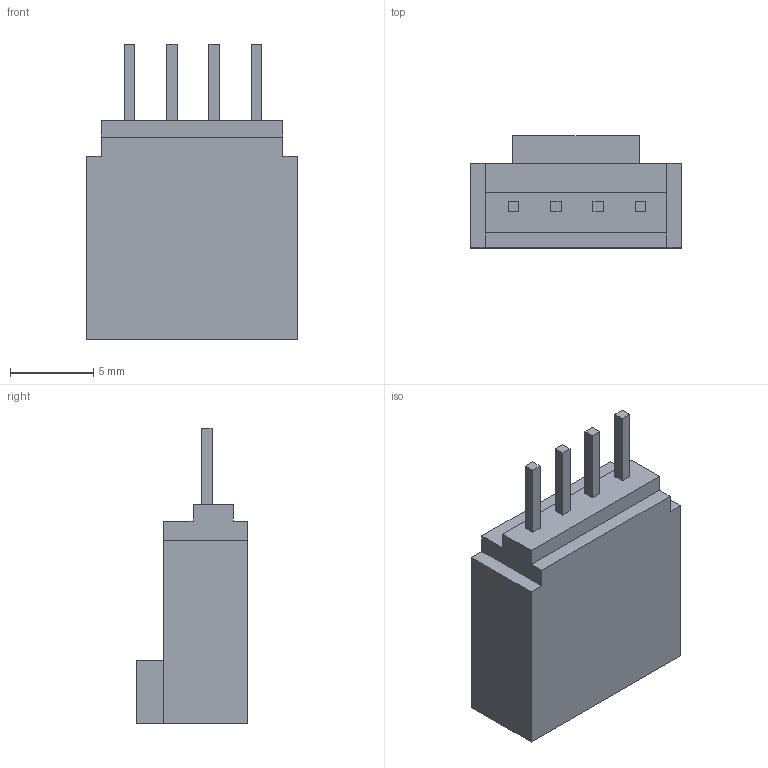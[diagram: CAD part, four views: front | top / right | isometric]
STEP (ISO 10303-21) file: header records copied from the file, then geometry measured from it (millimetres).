
FILE_DESCRIPTION(('KiCad electronic assembly'),'2;1');
FILE_NAME('O2_Sensor_Hardware.step','2020-11-28T02:53:50',('An Author'), ('A Company'),'Open CASCADE STEP processor 6.9', 'KiCad to STEP converter','Unknown');
FILE_SCHEMA(('AUTOMOTIVE_DESIGN { 1 0 10303 214 1 1 1 1 }'));
Length unit declared in the file: millimetre
Products named in the file (4): Open CASCADE STEP translator 6.9 1; Molex_SL_04_Vertical; SOLID; COMPOUND
Assembly tree (3 placements, depth 3):
  Open CASCADE STEP translator 6.9 1
    Molex_SL_04_Vertical
      SOLID
    COMPOUND
Bounding box: 12.7 x 6.73 x 17.78 mm (x, y, z)
Volume: 525.5 mm3; surface area: 1008.5 mm2
Topology: 1 solids, 1 shells, 67 faces, 168 edges, 112 vertices
Faces by surface type: plane 67
Entity records: 4695 total; most frequent: CARTESIAN_POINT 687, DIRECTION 646, LINE 504, VECTOR 504, ORIENTED_EDGE 336, PCURVE 336, DEFINITIONAL_REPRESENTATION 336, EDGE_CURVE 168
